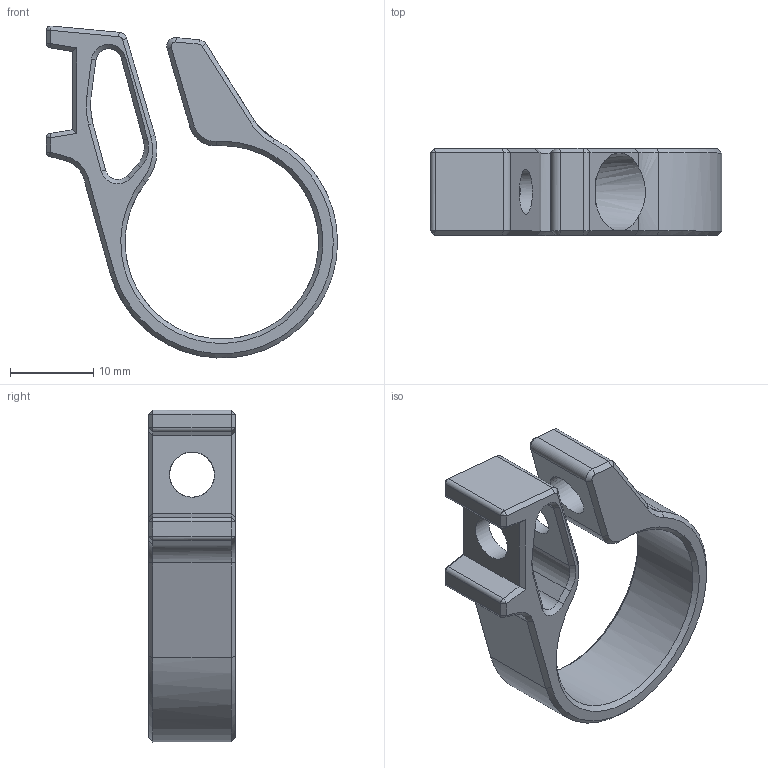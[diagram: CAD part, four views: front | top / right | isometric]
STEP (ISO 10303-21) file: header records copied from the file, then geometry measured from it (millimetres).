
FILE_DESCRIPTION(('FreeCAD Model'),'2;1');
FILE_NAME('Open CASCADE Shape Model','2025-05-07T19:09:44',('FreeCAD'),( 'FreeCAD'),'Open CASCADE STEP processor 7.6','FreeCAD','Unknown');
FILE_SCHEMA(('AUTOMOTIVE_DESIGN { 1 0 10303 214 1 1 1 1 }'));
Length unit declared in the file: millimetre
Products named in the file (1): Open CASCADE STEP translator 7.6 1
Bounding box: 35.01 x 10.43 x 39.91 mm (x, y, z)
Volume: 3224.8 mm3; surface area: 3270.2 mm2
Topology: 1 solids, 1 shells, 108 faces, 253 edges, 138 vertices
Faces by surface type: bspline 108
Entity records: 2872 total; most frequent: CARTESIAN_POINT 1417, ORIENTED_EDGE 490, EDGE_CURVE 245, B_SPLINE_CURVE_WITH_KNOTS 174, VERTEX_POINT 138, FACE_BOUND 115, EDGE_LOOP 115, ADVANCED_FACE 108
